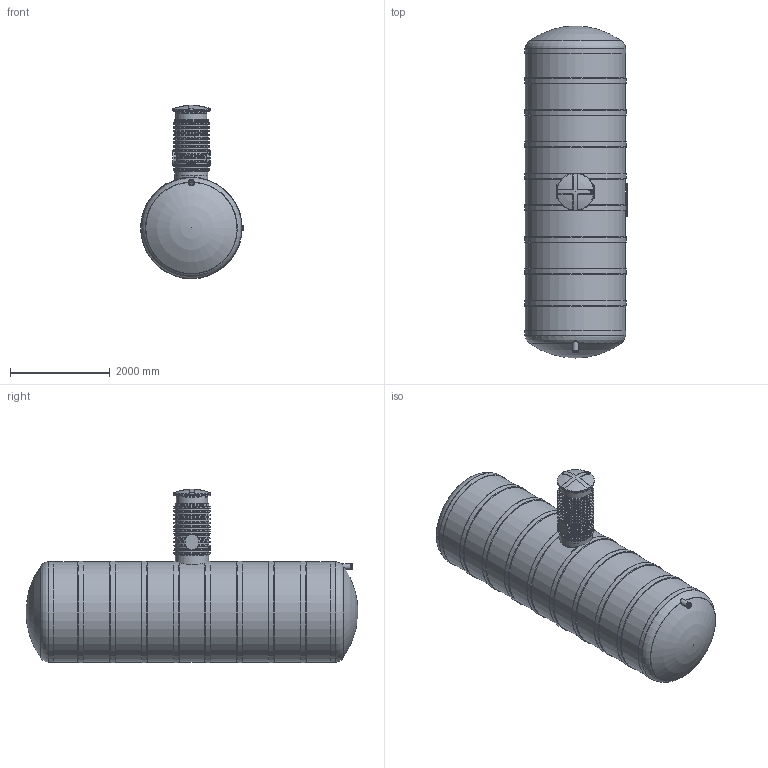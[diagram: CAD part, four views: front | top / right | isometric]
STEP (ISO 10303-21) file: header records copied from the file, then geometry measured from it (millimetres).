
FILE_DESCRIPTION(/* description */ ('Unknown'),/* implementation_level */ '2;1');
FILE_NAME(/* name */ 'Mahuti 20m3 D2000 22.03.23',/* time_stamp */ '2023-04-13T14:21:51+03:00',/* author */ ('Unknown'),/* organization */ ('Unknown'),/* preprocessor_version */ 'ST-DEVELOPER v18.1',/* originating_system */ 'Solid Edge',/* authorisation */ 'Unknown');
FILE_SCHEMA (('AUTOMOTIVE_DESIGN {1 0 10303 214 3 1 1}'));
Length unit declared in the file: millimetre
Products named in the file (13): Mahuti 20m3 D2000 22.03.23; mahuti 20m3 silinder D2000 30.07.18; 2000 Ribi; 2381.003; 2381.001; 2693.001_var3; Eccua logo; 2703.002; muhvtoru_110_L=300; 2697.001 tihend teeninduskaevule 670_var2; 2703.001; D665 KP silinder 25.07.18; 2000 20m3 maht
Assembly tree (20 placements, depth 2):
  Mahuti 20m3 D2000 22.03.23
    mahuti 20m3 silinder D2000 30.07.18
    2000 Ribi  x8
    2381.003
    2381.001
    2693.001_var3
    Eccua logo
    2703.002
    muhvtoru_110_L=300
    2697.001 tihend teeninduskaevule 670_var2  x2
    2703.001
    D665 KP silinder 25.07.18
    2000 20m3 maht
Bounding box: 2066 x 6669.66 x 3487 mm (x, y, z)
Volume: 398437112.9 mm3; surface area: 119460801.3 mm2
Topology: 23 solids, 24 shells, 741 faces, 1802 edges, 1166 vertices
Faces by surface type: plane 270, cylinder 228, torus 159, bspline 43, cone 21, sphere 20
Full cylindrical faces by diameter (mm): 6 x3, 104 x1, 110 x3, 114.605 x1, 129.59 x1, 594 x1, 595 x1, 600 x1, 609 x1, 610 x2, 615 x2, 625 x2, 632.5 x4, 648.5 x4, 650 x1, 655 x10, 665 x10, 668.5 x4, 678.5 x2, 709 x1, 715 x10, 725 x11, 734 x1, 750 x1, 2000 x1, 2012 x9, 2015 x2, 2029 x2, 2042 x8
Entity records: 24172 total; most frequent: CARTESIAN_POINT 9138, DIRECTION 2975, ORIENTED_EDGE 2858, EDGE_CURVE 1429, AXIS2_PLACEMENT_3D 1265, VERTEX_POINT 1024, FACE_BOUND 935, EDGE_LOOP 931
